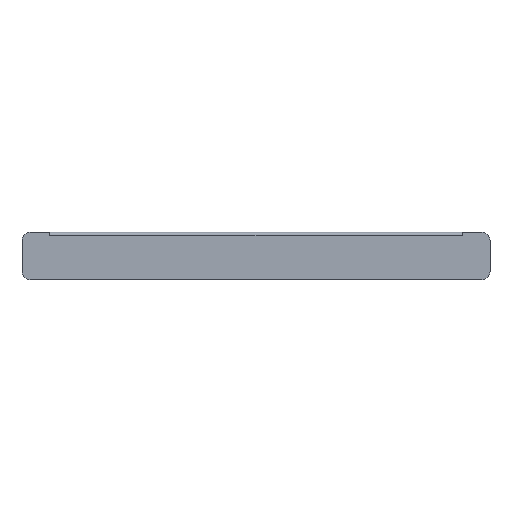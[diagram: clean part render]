
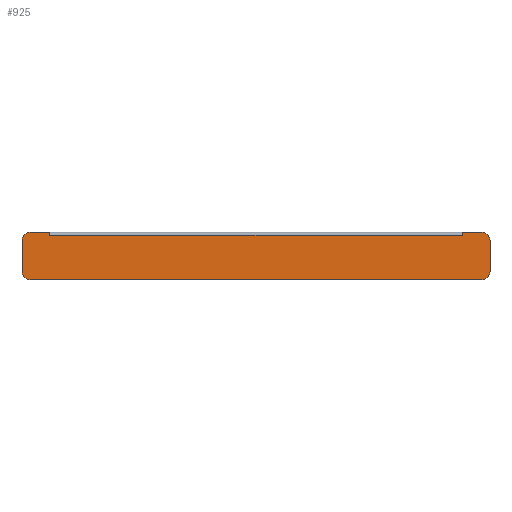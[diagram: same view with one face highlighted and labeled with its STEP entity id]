
A CAD part, top view. The second image highlights one B-rep face of the part: STEP entity #925.
In plain terms, the highlighted planar face has unit normal (0, 0, 1).
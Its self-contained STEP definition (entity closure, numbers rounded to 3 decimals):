
#9 = ORIENTED_EDGE ( 'NONE', *, *, #44, .T. ) ;
#13 = DIRECTION ( 'NONE',  ( 0., 0., 1. ) ) ;
#34 = LINE ( 'NONE', #964, #545 ) ;
#37 = DIRECTION ( 'NONE',  ( 0., 0., 1. ) ) ;
#44 = EDGE_CURVE ( 'NONE', #709, #125, #199, .T. ) ;
#53 = VECTOR ( 'NONE', #386, 1000. ) ;
#59 = EDGE_CURVE ( 'NONE', #820, #564, #506, .T. ) ;
#60 = DIRECTION ( 'NONE',  ( 1., 0., 0. ) ) ;
#73 = EDGE_CURVE ( 'NONE', #313, #223, #34, .T. ) ;
#76 = CARTESIAN_POINT ( 'NONE',  ( -143.25, 14.5, 0. ) ) ;
#125 = VERTEX_POINT ( 'NONE', #663 ) ;
#131 = ORIENTED_EDGE ( 'NONE', *, *, #59, .T. ) ;
#135 = EDGE_CURVE ( 'NONE', #478, #904, #451, .T. ) ;
#146 = CARTESIAN_POINT ( 'NONE',  ( -138.25, 9.5, 0. ) ) ;
#147 = LINE ( 'NONE', #416, #930 ) ;
#149 = ORIENTED_EDGE ( 'NONE', *, *, #522, .T. ) ;
#152 = CARTESIAN_POINT ( 'NONE',  ( -126.25, 12.7, 0. ) ) ;
#167 = CIRCLE ( 'NONE', #519, 5. ) ;
#191 = CARTESIAN_POINT ( 'NONE',  ( -138.25, 14.5, 0. ) ) ;
#197 = EDGE_CURVE ( 'NONE', #242, #820, #468, .T. ) ;
#199 = LINE ( 'NONE', #218, #580 ) ;
#204 = EDGE_CURVE ( 'NONE', #904, #709, #598, .T. ) ;
#207 = LINE ( 'NONE', #980, #567 ) ;
#218 = CARTESIAN_POINT ( 'NONE',  ( 126.25, 0., 0. ) ) ;
#223 = VERTEX_POINT ( 'NONE', #979 ) ;
#231 = EDGE_CURVE ( 'NONE', #336, #752, #207, .T. ) ;
#235 = VECTOR ( 'NONE', #281, 1000. ) ;
#238 = PLANE ( 'NONE',  #453 ) ;
#242 = VERTEX_POINT ( 'NONE', #152 ) ;
#243 = DIRECTION ( 'NONE',  ( 1., 0., 0. ) ) ;
#248 = DIRECTION ( 'NONE',  ( 0., 1., 0. ) ) ;
#258 = VECTOR ( 'NONE', #469, 1000. ) ;
#267 = VERTEX_POINT ( 'NONE', #534 ) ;
#274 = DIRECTION ( 'NONE',  ( 0., 0., 1. ) ) ;
#281 = DIRECTION ( 'NONE',  ( -1., 0., 0. ) ) ;
#291 = CARTESIAN_POINT ( 'NONE',  ( -138.25, -14.5, 0. ) ) ;
#296 = DIRECTION ( 'NONE',  ( 0., 0., 1. ) ) ;
#313 = VERTEX_POINT ( 'NONE', #291 ) ;
#324 = DIRECTION ( 'NONE',  ( -1., 0., 0. ) ) ;
#327 = ORIENTED_EDGE ( 'NONE', *, *, #204, .T. ) ;
#336 = VERTEX_POINT ( 'NONE', #406 ) ;
#368 = DIRECTION ( 'NONE',  ( 0., -1., 0. ) ) ;
#379 = DIRECTION ( 'NONE',  ( 0., -1., 0. ) ) ;
#383 = ORIENTED_EDGE ( 'NONE', *, *, #544, .T. ) ;
#386 = DIRECTION ( 'NONE',  ( 0., 1., 0. ) ) ;
#397 = CARTESIAN_POINT ( 'NONE',  ( 138.25, 14.5, 0. ) ) ;
#406 = CARTESIAN_POINT ( 'NONE',  ( -143.25, 9.5, 0. ) ) ;
#416 = CARTESIAN_POINT ( 'NONE',  ( 143.25, 14.5, 0. ) ) ;
#418 = CIRCLE ( 'NONE', #499, 5. ) ;
#451 = CIRCLE ( 'NONE', #862, 5. ) ;
#453 = AXIS2_PLACEMENT_3D ( 'NONE', #785, #479, #243 ) ;
#468 = LINE ( 'NONE', #683, #53 ) ;
#469 = DIRECTION ( 'NONE',  ( -1., 0., 0. ) ) ;
#473 = CARTESIAN_POINT ( 'NONE',  ( -126.25, 14.5, 0. ) ) ;
#478 = VERTEX_POINT ( 'NONE', #634 ) ;
#479 = DIRECTION ( 'NONE',  ( 0., 0., 1. ) ) ;
#481 = ORIENTED_EDGE ( 'NONE', *, *, #135, .T. ) ;
#496 = CIRCLE ( 'NONE', #540, 5. ) ;
#499 = AXIS2_PLACEMENT_3D ( 'NONE', #775, #13, #548 ) ;
#500 = EDGE_CURVE ( 'NONE', #267, #478, #147, .T. ) ;
#506 = LINE ( 'NONE', #665, #235 ) ;
#519 = AXIS2_PLACEMENT_3D ( 'NONE', #636, #37, #798 ) ;
#522 = EDGE_CURVE ( 'NONE', #125, #242, #727, .T. ) ;
#534 = CARTESIAN_POINT ( 'NONE',  ( 143.25, -9.5, 0. ) ) ;
#535 = VECTOR ( 'NONE', #324, 1000. ) ;
#540 = AXIS2_PLACEMENT_3D ( 'NONE', #146, #296, #908 ) ;
#544 = EDGE_CURVE ( 'NONE', #752, #313, #167, .T. ) ;
#545 = VECTOR ( 'NONE', #60, 1000. ) ;
#548 = DIRECTION ( 'NONE',  ( 1., 0., 0. ) ) ;
#559 = ORIENTED_EDGE ( 'NONE', *, *, #500, .T. ) ;
#563 = ORIENTED_EDGE ( 'NONE', *, *, #944, .T. ) ;
#564 = VERTEX_POINT ( 'NONE', #191 ) ;
#567 = VECTOR ( 'NONE', #379, 1000. ) ;
#580 = VECTOR ( 'NONE', #368, 1000. ) ;
#598 = LINE ( 'NONE', #76, #258 ) ;
#608 = ORIENTED_EDGE ( 'NONE', *, *, #231, .T. ) ;
#634 = CARTESIAN_POINT ( 'NONE',  ( 143.25, 9.5, 0. ) ) ;
#636 = CARTESIAN_POINT ( 'NONE',  ( -138.25, -9.5, 0. ) ) ;
#651 = ORIENTED_EDGE ( 'NONE', *, *, #73, .T. ) ;
#660 = CARTESIAN_POINT ( 'NONE',  ( 126.25, 14.5, 0. ) ) ;
#663 = CARTESIAN_POINT ( 'NONE',  ( 126.25, 12.7, 0. ) ) ;
#665 = CARTESIAN_POINT ( 'NONE',  ( -143.25, 14.5, 0. ) ) ;
#683 = CARTESIAN_POINT ( 'NONE',  ( -126.25, 0., 0. ) ) ;
#709 = VERTEX_POINT ( 'NONE', #660 ) ;
#727 = LINE ( 'NONE', #866, #535 ) ;
#747 = CARTESIAN_POINT ( 'NONE',  ( -143.25, -9.5, 0. ) ) ;
#750 = FACE_OUTER_BOUND ( 'NONE', #957, .T. ) ;
#752 = VERTEX_POINT ( 'NONE', #747 ) ;
#775 = CARTESIAN_POINT ( 'NONE',  ( 138.25, -9.5, 0. ) ) ;
#785 = CARTESIAN_POINT ( 'NONE',  ( 0., 0., 0. ) ) ;
#798 = DIRECTION ( 'NONE',  ( 1., 0., 0. ) ) ;
#820 = VERTEX_POINT ( 'NONE', #473 ) ;
#825 = ORIENTED_EDGE ( 'NONE', *, *, #197, .T. ) ;
#850 = EDGE_CURVE ( 'NONE', #564, #336, #496, .T. ) ;
#862 = AXIS2_PLACEMENT_3D ( 'NONE', #969, #274, #954 ) ;
#866 = CARTESIAN_POINT ( 'NONE',  ( 126.25, 12.7, 0. ) ) ;
#904 = VERTEX_POINT ( 'NONE', #397 ) ;
#908 = DIRECTION ( 'NONE',  ( 1., 0., 0. ) ) ;
#925 = ADVANCED_FACE ( 'NONE', ( #750 ), #238, .T. ) ;
#930 = VECTOR ( 'NONE', #248, 1000. ) ;
#944 = EDGE_CURVE ( 'NONE', #223, #267, #418, .T. ) ;
#954 = DIRECTION ( 'NONE',  ( 1., 0., 0. ) ) ;
#957 = EDGE_LOOP ( 'NONE', ( #559, #481, #327, #9, #149, #825, #131, #966, #608, #383, #651, #563 ) ) ;
#964 = CARTESIAN_POINT ( 'NONE',  ( -143.25, -14.5, 0. ) ) ;
#966 = ORIENTED_EDGE ( 'NONE', *, *, #850, .T. ) ;
#969 = CARTESIAN_POINT ( 'NONE',  ( 138.25, 9.5, 0. ) ) ;
#979 = CARTESIAN_POINT ( 'NONE',  ( 138.25, -14.5, 0. ) ) ;
#980 = CARTESIAN_POINT ( 'NONE',  ( -143.25, 14.5, 0. ) ) ;
